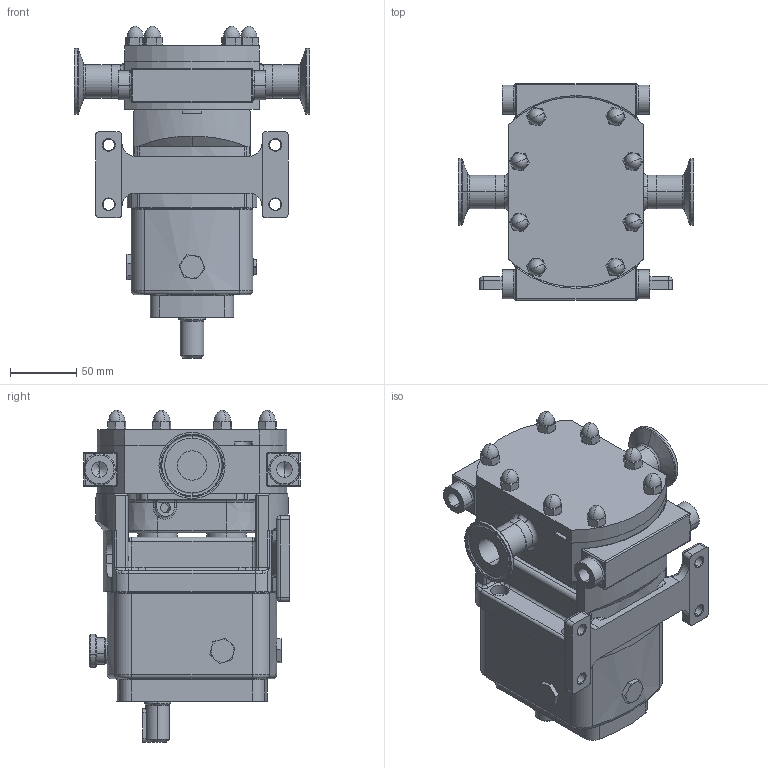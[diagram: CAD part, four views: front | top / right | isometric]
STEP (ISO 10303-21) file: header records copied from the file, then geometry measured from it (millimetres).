
FILE_DESCRIPTION (( 'STEP AP214' ), '1' );
FILE_NAME ('GA4547.STEP', '2024-11-07T17:08:18', ( '' ), ( '' ), 'SwSTEP 2.0', 'SolidWorks 2023', '' );
FILE_SCHEMA (( 'AUTOMOTIVE_DESIGN' ));
Length unit declared in the file: millimetre
Products named in the file (4): Copy (2) of CP10-0005-12 H T^GA4547; Copy of CP-MP10S BSP JACKET^GA4547; Copy of Z94-5121-11 - 1 INCH v2^GA4547; GA4547
Assembly tree (5 placements, depth 2):
  GA4547
    Copy (2) of CP10-0005-12 H T^GA4547
    Copy of Z94-5121-11 - 1 INCH v2^GA4547  x2
    Copy of CP-MP10S BSP JACKET^GA4547  x2
Bounding box: 178.15 x 164 x 251.35 mm (x, y, z)
Volume: 2334514.2 mm3; surface area: 204287.8 mm2
Topology: 5 solids, 5 shells, 867 faces, 2118 edges, 1239 vertices
Faces by surface type: plane 274, cylinder 260, cone 171, torus 106, sphere 28, bspline 28
Entity records: 25746 total; most frequent: CARTESIAN_POINT 7325, DIRECTION 3950, ORIENTED_EDGE 3818, EDGE_CURVE 1909, AXIS2_PLACEMENT_3D 1609, VERTEX_POINT 1149, EDGE_LOOP 848, CIRCLE 833
